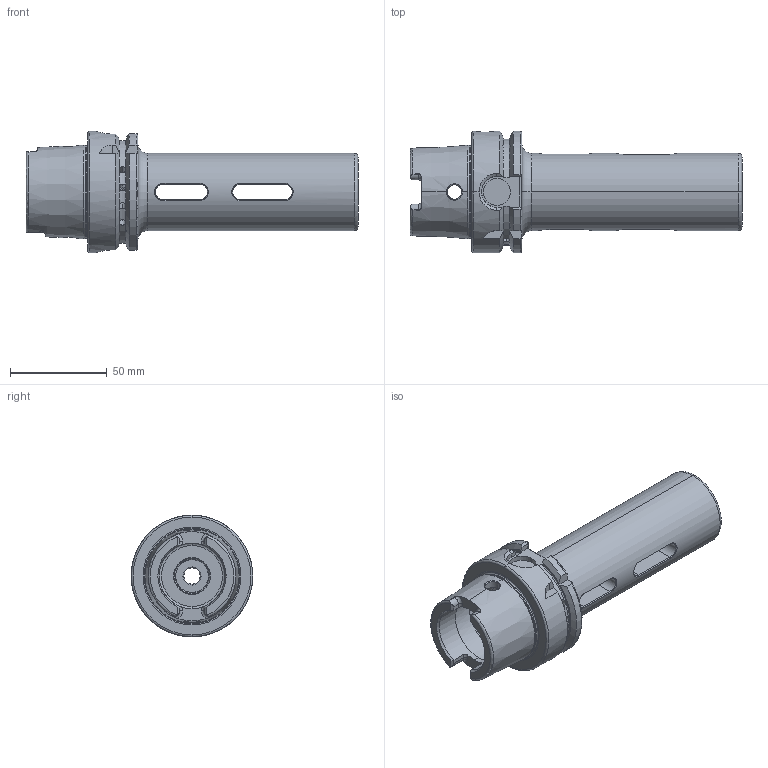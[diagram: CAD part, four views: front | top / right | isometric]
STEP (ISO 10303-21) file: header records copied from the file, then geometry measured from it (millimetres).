
FILE_DESCRIPTION (( 'STEP AP203' ), '1' );
FILE_NAME ('A63.07.03.STEP', '2016-10-11T02:17:10', ( '' ), ( '' ), 'SwSTEP 2.0', 'SolidWorks 2012', '' );
FILE_SCHEMA (( 'CONFIG_CONTROL_DESIGN' ));
Length unit declared in the file: millimetre
Products named in the file (1): A63.07.03
Bounding box: 172 x 63 x 63 mm (x, y, z)
Volume: 178785.8 mm3; surface area: 45223.7 mm2
Topology: 1 solids, 1 shells, 255 faces, 681 edges, 421 vertices
Faces by surface type: cylinder 86, plane 76, torus 36, cone 35, bspline 22
Entity records: 21840 total; most frequent: CARTESIAN_POINT 15919, ORIENTED_EDGE 1342, DIRECTION 1073, EDGE_CURVE 671, VERTEX_POINT 421, AXIS2_PLACEMENT_3D 420, EDGE_LOOP 272, ADVANCED_FACE 255
